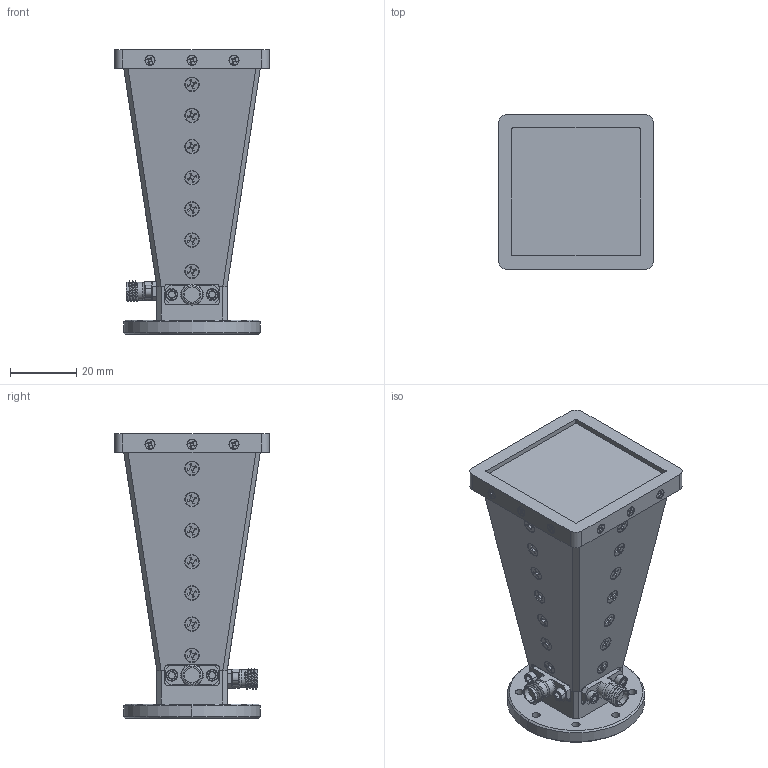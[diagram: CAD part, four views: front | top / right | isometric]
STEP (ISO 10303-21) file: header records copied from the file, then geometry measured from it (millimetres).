
FILE_DESCRIPTION (( 'STEP AP203' ), '1' );
FILE_NAME ('DMAV-CS-104-1.STEP', '2025-09-17T17:11:20', ( '' ), ( '' ), 'SwSTEP 2.0', 'SolidWorks 2021', '' );
FILE_SCHEMA (( 'CONFIG_CONTROL_DESIGN' ));
Length unit declared in the file: inch
Products named in the file (1): DMAV-CS-104-1
Bounding box: 46.81 x 46.81 x 86.03 mm (x, y, z)
Volume: 86463.4 mm3; surface area: 17948.4 mm2
Topology: 1 solids, 13 shells, 1695 faces, 4437 edges, 2875 vertices
Faces by surface type: plane 909, cone 442, cylinder 330, torus 8, bspline 6
Entity records: 54058 total; most frequent: CARTESIAN_POINT 13724, ORIENTED_EDGE 8870, DIRECTION 7887, EDGE_CURVE 4435, AXIS2_PLACEMENT_3D 2876, VERTEX_POINT 2875, LINE 2135, VECTOR 2135
